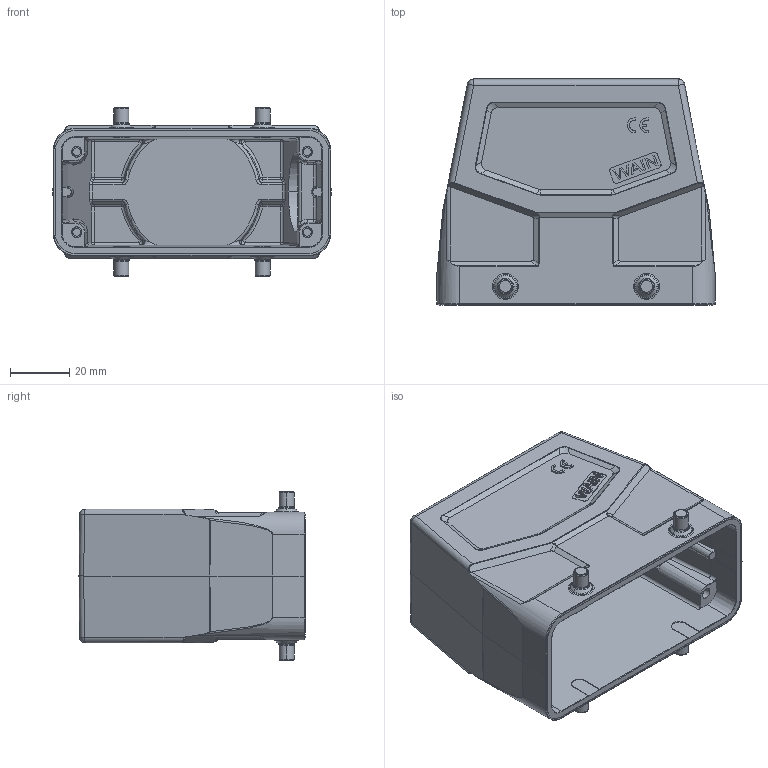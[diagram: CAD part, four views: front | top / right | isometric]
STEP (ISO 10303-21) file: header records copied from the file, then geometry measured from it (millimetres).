
FILE_DESCRIPTION(/* description */ (''),/* implementation_level */ '2;1');
FILE_NAME(/* name */ '3D_1111165355014_EMC.W16B-SEH-4B-PG21_V1.1_stp.stp',/* time_stamp */ '2024-03-18T13:27:44+08:00',/* author */ (''),/* organization */ (''),/* preprocessor_version */ 'ST-DEVELOPER v18.1',/* originating_system */ 'SIEMENS PLM Software NX 1980',/* authorisation */ '');
FILE_SCHEMA (('AP203_CONFIGURATION_CONTROLLED_3D_DESIGN_OF_MECHANICAL_PARTS_AND_ASSEMBLIES_MIM_LF { 1 0 10303 203 3 1 4 }'));
Length unit declared in the file: millimetre
Products named in the file (1): 3D_1111165355014_EMC.W16B-SEH-4B-PG21_V1.1_stp
Bounding box: 93.5 x 76 x 57 mm (x, y, z)
Volume: 79795.1 mm3; surface area: 42549.7 mm2
Topology: 1 solids, 1 shells, 634 faces, 1647 edges, 1017 vertices
Faces by surface type: plane 224, cylinder 210, torus 104, cone 40, sphere 28, bspline 26, extrusion 2
Entity records: 21611 total; most frequent: CARTESIAN_POINT 6957, ORIENTED_EDGE 3242, DIRECTION 2784, EDGE_CURVE 1621, AXIS2_PLACEMENT_3D 1025, VERTEX_POINT 1017, VECTOR 734, LINE 732
